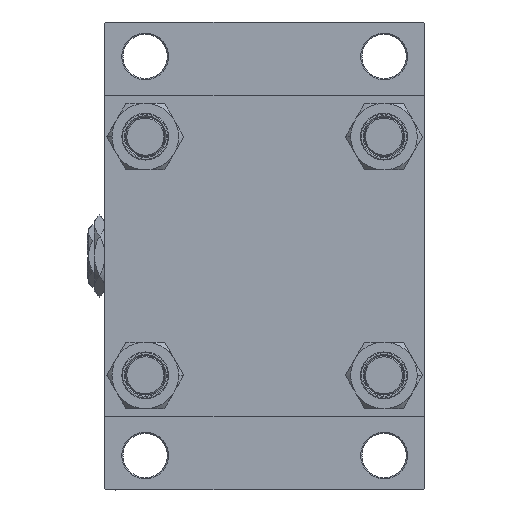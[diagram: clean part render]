
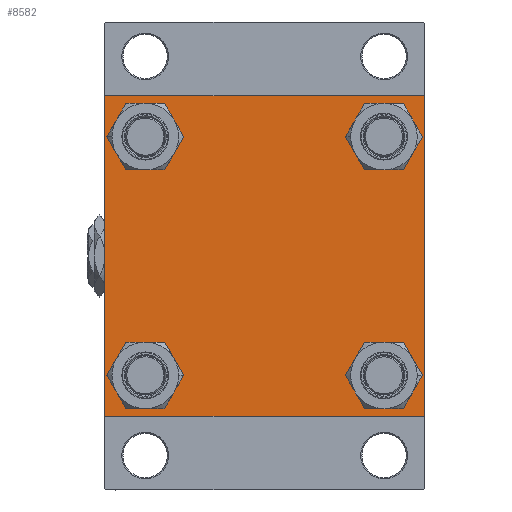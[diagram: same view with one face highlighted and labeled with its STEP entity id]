
A CAD part, left-side view. The second image highlights one B-rep face of the part: STEP entity #8582.
In plain terms, the highlighted planar face has unit normal (-1, 0, 0).
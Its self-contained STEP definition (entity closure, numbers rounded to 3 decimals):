
#172 = CIRCLE ( 'NONE', #38210, 8.5 ) ;
#659 = VERTEX_POINT ( 'NONE', #22832 ) ;
#1023 = CIRCLE ( 'NONE', #25304, 8.5 ) ;
#1068 = EDGE_CURVE ( 'NONE', #48847, #44892, #46303, .T. ) ;
#1670 = VERTEX_POINT ( 'NONE', #11262 ) ;
#2279 = ORIENTED_EDGE ( 'NONE', *, *, #5759, .T. ) ;
#2309 = CARTESIAN_POINT ( 'NONE',  ( 0., -48.45, 56.95 ) ) ;
#2351 = DIRECTION ( 'NONE',  ( 0., 0.707, -0.707 ) ) ;
#2786 = CARTESIAN_POINT ( 'NONE',  ( 0., -48.45, -48.45 ) ) ;
#3435 = VECTOR ( 'NONE', #9333, 1000. ) ;
#4551 = VERTEX_POINT ( 'NONE', #2309 ) ;
#4721 = VERTEX_POINT ( 'NONE', #30914 ) ;
#4763 = CARTESIAN_POINT ( 'NONE',  ( 0., 48.45, -48.45 ) ) ;
#5103 = VECTOR ( 'NONE', #34067, 1000. ) ;
#5300 = VECTOR ( 'NONE', #2351, 1000. ) ;
#5759 = EDGE_CURVE ( 'NONE', #37626, #7596, #172, .T. ) ;
#6090 = DIRECTION ( 'NONE',  ( 0., 0., 1. ) ) ;
#6168 = CARTESIAN_POINT ( 'NONE',  ( 0., 64.75, 64.75 ) ) ;
#6491 = CARTESIAN_POINT ( 'NONE',  ( 0., 48.45, -39.95 ) ) ;
#6575 = ORIENTED_EDGE ( 'NONE', *, *, #26932, .T. ) ;
#6578 = EDGE_CURVE ( 'NONE', #35163, #4721, #7171, .T. ) ;
#6846 = DIRECTION ( 'NONE',  ( 1., 0., 0. ) ) ;
#7171 = LINE ( 'NONE', #41339, #35003 ) ;
#7596 = VERTEX_POINT ( 'NONE', #48380 ) ;
#8490 = ORIENTED_EDGE ( 'NONE', *, *, #34578, .T. ) ;
#8582 = ADVANCED_FACE ( 'NONE', ( #33424, #14190, #17478, #17234, #44304 ), #45062, .T. ) ;
#9020 = CARTESIAN_POINT ( 'NONE',  ( 0., 48.45, 48.45 ) ) ;
#9257 = CARTESIAN_POINT ( 'NONE',  ( 0., 64.5, -65. ) ) ;
#9333 = DIRECTION ( 'NONE',  ( 0., -1., 0. ) ) ;
#9373 = EDGE_CURVE ( 'NONE', #659, #1670, #45497, .T. ) ;
#9765 = ORIENTED_EDGE ( 'NONE', *, *, #43914, .T. ) ;
#10359 = EDGE_CURVE ( 'NONE', #35163, #30836, #41665, .T. ) ;
#10862 = CARTESIAN_POINT ( 'NONE',  ( 0., 65., 64.5 ) ) ;
#11058 = CIRCLE ( 'NONE', #18337, 8.5 ) ;
#11262 = CARTESIAN_POINT ( 'NONE',  ( 0., -48.45, -56.95 ) ) ;
#11632 = CARTESIAN_POINT ( 'NONE',  ( 0., 65., 65. ) ) ;
#11845 = EDGE_CURVE ( 'NONE', #4551, #23635, #15668, .T. ) ;
#12354 = CARTESIAN_POINT ( 'NONE',  ( 0., -65., -64.5 ) ) ;
#12848 = CARTESIAN_POINT ( 'NONE',  ( 0., -48.45, 48.45 ) ) ;
#13182 = CARTESIAN_POINT ( 'NONE',  ( 0., 0., 0. ) ) ;
#13259 = VERTEX_POINT ( 'NONE', #44926 ) ;
#13525 = CARTESIAN_POINT ( 'NONE',  ( 0., -64.5, -65. ) ) ;
#14022 = VERTEX_POINT ( 'NONE', #13525 ) ;
#14190 = FACE_BOUND ( 'NONE', #49379, .T. ) ;
#14321 = DIRECTION ( 'NONE',  ( 1., 0., 0. ) ) ;
#15242 = DIRECTION ( 'NONE',  ( 0., 0., 1. ) ) ;
#15290 = CARTESIAN_POINT ( 'NONE',  ( 0., -48.45, 48.45 ) ) ;
#15668 = CIRCLE ( 'NONE', #35075, 8.5 ) ;
#15728 = ORIENTED_EDGE ( 'NONE', *, *, #10359, .F. ) ;
#16500 = DIRECTION ( 'NONE',  ( 0., 0., 1. ) ) ;
#17234 = FACE_BOUND ( 'NONE', #18442, .T. ) ;
#17478 = FACE_BOUND ( 'NONE', #47315, .T. ) ;
#18337 = AXIS2_PLACEMENT_3D ( 'NONE', #2786, #6846, #6090 ) ;
#18442 = EDGE_LOOP ( 'NONE', ( #6575, #26968 ) ) ;
#18910 = CIRCLE ( 'NONE', #35061, 8.5 ) ;
#19627 = ORIENTED_EDGE ( 'NONE', *, *, #11845, .T. ) ;
#19898 = EDGE_CURVE ( 'NONE', #14022, #30836, #34177, .T. ) ;
#20217 = DIRECTION ( 'NONE',  ( 0., 0., 1. ) ) ;
#20456 = DIRECTION ( 'NONE',  ( 0., 0., 1. ) ) ;
#21457 = ORIENTED_EDGE ( 'NONE', *, *, #19898, .T. ) ;
#21622 = CARTESIAN_POINT ( 'NONE',  ( 0., 48.45, 48.45 ) ) ;
#21884 = VECTOR ( 'NONE', #49617, 1000. ) ;
#22377 = AXIS2_PLACEMENT_3D ( 'NONE', #9020, #31321, #24456 ) ;
#22395 = CARTESIAN_POINT ( 'NONE',  ( 0., 64.75, -64.75 ) ) ;
#22408 = DIRECTION ( 'NONE',  ( 0., -1., 0. ) ) ;
#22620 = DIRECTION ( 'NONE',  ( 1., 0., 0. ) ) ;
#22832 = CARTESIAN_POINT ( 'NONE',  ( 0., -48.45, -39.95 ) ) ;
#23635 = VERTEX_POINT ( 'NONE', #45281 ) ;
#24244 = DIRECTION ( 'NONE',  ( 1., 0., 0. ) ) ;
#24453 = CARTESIAN_POINT ( 'NONE',  ( 0., 64.5, 65. ) ) ;
#24456 = DIRECTION ( 'NONE',  ( 0., 0., 1. ) ) ;
#24843 = VERTEX_POINT ( 'NONE', #9257 ) ;
#25304 = AXIS2_PLACEMENT_3D ( 'NONE', #4763, #47782, #20217 ) ;
#26150 = DIRECTION ( 'NONE',  ( 0., 0.707, 0.707 ) ) ;
#26192 = DIRECTION ( 'NONE',  ( 0., -0.707, -0.707 ) ) ;
#26204 = CARTESIAN_POINT ( 'NONE',  ( 0., 65., 65. ) ) ;
#26213 = CARTESIAN_POINT ( 'NONE',  ( 0., -48.45, -48.45 ) ) ;
#26401 = EDGE_CURVE ( 'NONE', #24843, #14022, #32864, .T. ) ;
#26864 = AXIS2_PLACEMENT_3D ( 'NONE', #13182, #29382, #33170 ) ;
#26932 = EDGE_CURVE ( 'NONE', #13259, #32019, #27794, .T. ) ;
#26968 = ORIENTED_EDGE ( 'NONE', *, *, #41100, .T. ) ;
#27061 = DIRECTION ( 'NONE',  ( 0., 0., -1. ) ) ;
#27678 = AXIS2_PLACEMENT_3D ( 'NONE', #21622, #22620, #29715 ) ;
#27794 = CIRCLE ( 'NONE', #27678, 8.5 ) ;
#27878 = EDGE_CURVE ( 'NONE', #7596, #37626, #1023, .T. ) ;
#28528 = EDGE_LOOP ( 'NONE', ( #47212, #9765, #36054, #21457, #15728, #31061, #35963, #8490 ) ) ;
#29382 = DIRECTION ( 'NONE',  ( -1., 0., 0. ) ) ;
#29670 = CIRCLE ( 'NONE', #22377, 8.5 ) ;
#29715 = DIRECTION ( 'NONE',  ( 0., 0., 1. ) ) ;
#30472 = EDGE_CURVE ( 'NONE', #23635, #4551, #18910, .T. ) ;
#30836 = VERTEX_POINT ( 'NONE', #12354 ) ;
#30914 = CARTESIAN_POINT ( 'NONE',  ( 0., -64.5, 65. ) ) ;
#31061 = ORIENTED_EDGE ( 'NONE', *, *, #6578, .T. ) ;
#31321 = DIRECTION ( 'NONE',  ( 1., 0., 0. ) ) ;
#32019 = VERTEX_POINT ( 'NONE', #47969 ) ;
#32225 = CARTESIAN_POINT ( 'NONE',  ( 0., 65., -64.5 ) ) ;
#32426 = ORIENTED_EDGE ( 'NONE', *, *, #27878, .T. ) ;
#32864 = LINE ( 'NONE', #48303, #3435 ) ;
#33170 = DIRECTION ( 'NONE',  ( 0., 0., 1. ) ) ;
#33424 = FACE_BOUND ( 'NONE', #42228, .T. ) ;
#34067 = DIRECTION ( 'NONE',  ( 0., 0., -1. ) ) ;
#34177 = LINE ( 'NONE', #42012, #21884 ) ;
#34578 = EDGE_CURVE ( 'NONE', #41875, #48847, #45386, .T. ) ;
#35003 = VECTOR ( 'NONE', #26150, 1000. ) ;
#35061 = AXIS2_PLACEMENT_3D ( 'NONE', #15290, #45913, #42116 ) ;
#35075 = AXIS2_PLACEMENT_3D ( 'NONE', #12848, #24244, #20456 ) ;
#35163 = VERTEX_POINT ( 'NONE', #39983 ) ;
#35963 = ORIENTED_EDGE ( 'NONE', *, *, #39892, .F. ) ;
#36054 = ORIENTED_EDGE ( 'NONE', *, *, #26401, .T. ) ;
#37248 = ORIENTED_EDGE ( 'NONE', *, *, #40570, .T. ) ;
#37373 = CARTESIAN_POINT ( 'NONE',  ( 0., -65., 65. ) ) ;
#37583 = ORIENTED_EDGE ( 'NONE', *, *, #9373, .T. ) ;
#37626 = VERTEX_POINT ( 'NONE', #6491 ) ;
#38210 = AXIS2_PLACEMENT_3D ( 'NONE', #46866, #43066, #15242 ) ;
#39428 = VECTOR ( 'NONE', #22408, 1000. ) ;
#39892 = EDGE_CURVE ( 'NONE', #41875, #4721, #48733, .T. ) ;
#39983 = CARTESIAN_POINT ( 'NONE',  ( 0., -65., 64.5 ) ) ;
#40570 = EDGE_CURVE ( 'NONE', #1670, #659, #11058, .T. ) ;
#40946 = VECTOR ( 'NONE', #26192, 1000. ) ;
#41100 = EDGE_CURVE ( 'NONE', #32019, #13259, #29670, .T. ) ;
#41339 = CARTESIAN_POINT ( 'NONE',  ( 0., -64.75, 64.75 ) ) ;
#41635 = LINE ( 'NONE', #22395, #40946 ) ;
#41665 = LINE ( 'NONE', #37373, #5103 ) ;
#41875 = VERTEX_POINT ( 'NONE', #24453 ) ;
#42012 = CARTESIAN_POINT ( 'NONE',  ( 0., -64.75, -64.75 ) ) ;
#42116 = DIRECTION ( 'NONE',  ( 0., 0., 1. ) ) ;
#42141 = ORIENTED_EDGE ( 'NONE', *, *, #30472, .T. ) ;
#42228 = EDGE_LOOP ( 'NONE', ( #19627, #42141 ) ) ;
#43066 = DIRECTION ( 'NONE',  ( 1., 0., 0. ) ) ;
#43914 = EDGE_CURVE ( 'NONE', #44892, #24843, #41635, .T. ) ;
#44304 = FACE_OUTER_BOUND ( 'NONE', #28528, .T. ) ;
#44669 = AXIS2_PLACEMENT_3D ( 'NONE', #26213, #14321, #16500 ) ;
#44892 = VERTEX_POINT ( 'NONE', #32225 ) ;
#44926 = CARTESIAN_POINT ( 'NONE',  ( 0., 48.45, 56.95 ) ) ;
#45062 = PLANE ( 'NONE',  #26864 ) ;
#45281 = CARTESIAN_POINT ( 'NONE',  ( 0., -48.45, 39.95 ) ) ;
#45386 = LINE ( 'NONE', #6168, #5300 ) ;
#45497 = CIRCLE ( 'NONE', #44669, 8.5 ) ;
#45913 = DIRECTION ( 'NONE',  ( 1., 0., 0. ) ) ;
#46303 = LINE ( 'NONE', #11632, #46917 ) ;
#46866 = CARTESIAN_POINT ( 'NONE',  ( 0., 48.45, -48.45 ) ) ;
#46917 = VECTOR ( 'NONE', #27061, 1000. ) ;
#47212 = ORIENTED_EDGE ( 'NONE', *, *, #1068, .T. ) ;
#47315 = EDGE_LOOP ( 'NONE', ( #2279, #32426 ) ) ;
#47782 = DIRECTION ( 'NONE',  ( 1., 0., 0. ) ) ;
#47969 = CARTESIAN_POINT ( 'NONE',  ( 0., 48.45, 39.95 ) ) ;
#48303 = CARTESIAN_POINT ( 'NONE',  ( 0., 65., -65. ) ) ;
#48380 = CARTESIAN_POINT ( 'NONE',  ( 0., 48.45, -56.95 ) ) ;
#48733 = LINE ( 'NONE', #26204, #39428 ) ;
#48847 = VERTEX_POINT ( 'NONE', #10862 ) ;
#49379 = EDGE_LOOP ( 'NONE', ( #37583, #37248 ) ) ;
#49617 = DIRECTION ( 'NONE',  ( 0., -0.707, 0.707 ) ) ;
